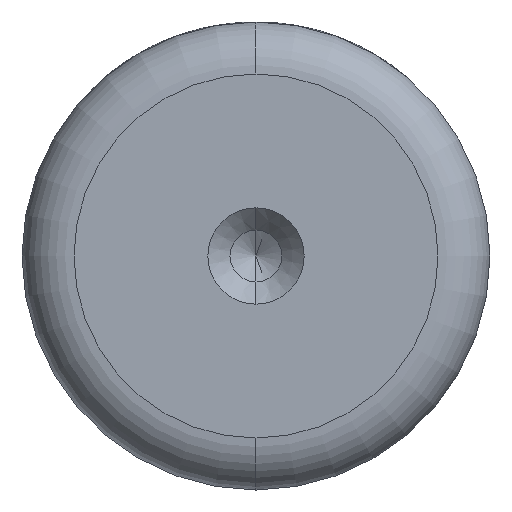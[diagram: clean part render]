
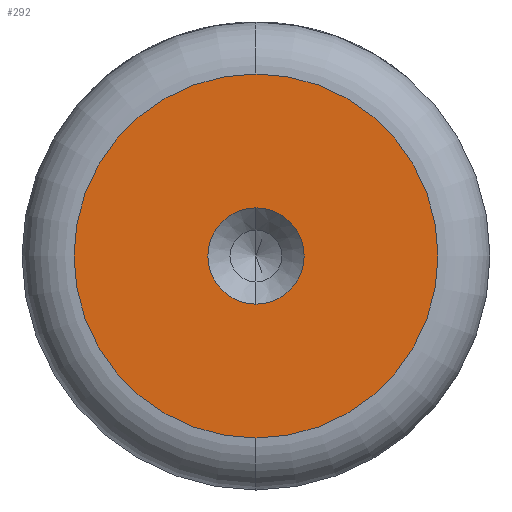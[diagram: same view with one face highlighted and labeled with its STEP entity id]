
A CAD part, left-side view. The second image highlights one B-rep face of the part: STEP entity #292.
In plain terms, the highlighted planar face has unit normal (-1, 0, 0).
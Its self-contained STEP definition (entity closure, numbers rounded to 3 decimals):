
#30 = CARTESIAN_POINT ( 'NONE',  ( 0., 0., 0. ) ) ;
#35 = EDGE_LOOP ( 'NONE', ( #762, #446 ) ) ;
#81 = ORIENTED_EDGE ( 'NONE', *, *, #120, .F. ) ;
#116 = CIRCLE ( 'NONE', #1290, 1.85 ) ;
#120 = EDGE_CURVE ( 'NONE', #891, #905, #116, .T. ) ;
#141 = CARTESIAN_POINT ( 'NONE',  ( 0., 0., 1.85 ) ) ;
#142 = DIRECTION ( 'NONE',  ( 0., 0., 1. ) ) ;
#145 = DIRECTION ( 'NONE',  ( 0., 0., 1. ) ) ;
#292 = ADVANCED_FACE ( 'NONE', ( #1011, #819 ), #575, .T. ) ;
#374 = CARTESIAN_POINT ( 'NONE',  ( 0., 0., 0. ) ) ;
#426 = EDGE_CURVE ( 'NONE', #874, #1271, #1333, .T. ) ;
#442 = CARTESIAN_POINT ( 'NONE',  ( 0., 0., 0. ) ) ;
#446 = ORIENTED_EDGE ( 'NONE', *, *, #644, .T. ) ;
#459 = CARTESIAN_POINT ( 'NONE',  ( 0., 0., -1.85 ) ) ;
#467 = EDGE_LOOP ( 'NONE', ( #1254, #81 ) ) ;
#479 = DIRECTION ( 'NONE',  ( 0., 0., 1. ) ) ;
#547 = DIRECTION ( 'NONE',  ( 0., 0., 1. ) ) ;
#548 = DIRECTION ( 'NONE',  ( -1., 0., 0. ) ) ;
#575 = PLANE ( 'NONE',  #1230 ) ;
#629 = EDGE_CURVE ( 'NONE', #905, #891, #1106, .T. ) ;
#644 = EDGE_CURVE ( 'NONE', #1271, #874, #1063, .T. ) ;
#762 = ORIENTED_EDGE ( 'NONE', *, *, #426, .T. ) ;
#773 = DIRECTION ( 'NONE',  ( -1., 0., 0. ) ) ;
#779 = DIRECTION ( 'NONE',  ( -1., 0., 0. ) ) ;
#819 = FACE_OUTER_BOUND ( 'NONE', #35, .T. ) ;
#862 = CARTESIAN_POINT ( 'NONE',  ( 0., 0., 7. ) ) ;
#874 = VERTEX_POINT ( 'NONE', #862 ) ;
#891 = VERTEX_POINT ( 'NONE', #459 ) ;
#905 = VERTEX_POINT ( 'NONE', #141 ) ;
#981 = CARTESIAN_POINT ( 'NONE',  ( 0., 0., -7. ) ) ;
#1011 = FACE_BOUND ( 'NONE', #467, .T. ) ;
#1038 = AXIS2_PLACEMENT_3D ( 'NONE', #30, #773, #142 ) ;
#1048 = AXIS2_PLACEMENT_3D ( 'NONE', #374, #1089, #479 ) ;
#1063 = CIRCLE ( 'NONE', #1048, 7. ) ;
#1089 = DIRECTION ( 'NONE',  ( -1., 0., 0. ) ) ;
#1106 = CIRCLE ( 'NONE', #1038, 1.85 ) ;
#1161 = DIRECTION ( 'NONE',  ( -1., 0., 0. ) ) ;
#1162 = CARTESIAN_POINT ( 'NONE',  ( 0., 0., 0. ) ) ;
#1193 = AXIS2_PLACEMENT_3D ( 'NONE', #442, #1161, #547 ) ;
#1196 = CARTESIAN_POINT ( 'NONE',  ( 0., 0., 0. ) ) ;
#1230 = AXIS2_PLACEMENT_3D ( 'NONE', #1196, #779, #145 ) ;
#1254 = ORIENTED_EDGE ( 'NONE', *, *, #629, .F. ) ;
#1268 = DIRECTION ( 'NONE',  ( 0., 0., 1. ) ) ;
#1271 = VERTEX_POINT ( 'NONE', #981 ) ;
#1290 = AXIS2_PLACEMENT_3D ( 'NONE', #1162, #548, #1268 ) ;
#1333 = CIRCLE ( 'NONE', #1193, 7. ) ;
